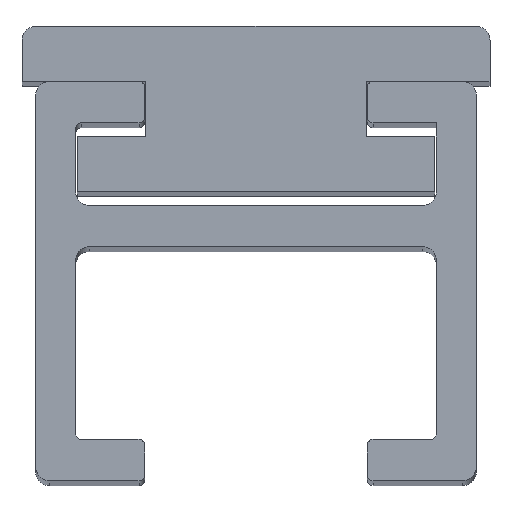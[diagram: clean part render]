
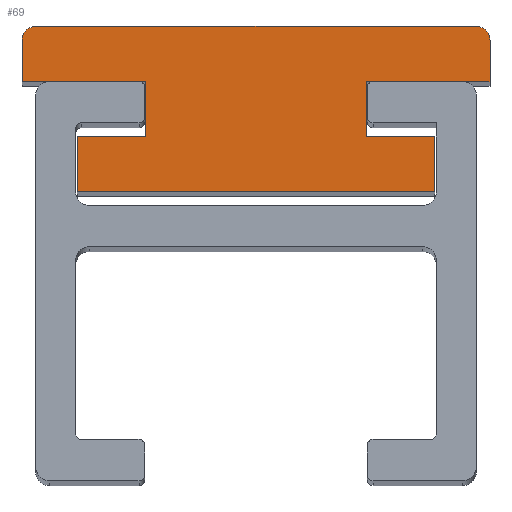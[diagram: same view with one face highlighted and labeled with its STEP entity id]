
A CAD part, top view. The second image highlights one B-rep face of the part: STEP entity #69.
In plain terms, the highlighted planar face has unit normal (0, 0, 1).
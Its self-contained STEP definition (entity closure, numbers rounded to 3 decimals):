
#1 = CARTESIAN_POINT ( 'NONE',  ( -6.5, 5.25, 50. ) ) ;
#69 = ADVANCED_FACE ( 'NONE', ( #410 ), #409, .T. ) ;
#71 = EDGE_CURVE ( 'NONE', #773, #772, #387, .T. ) ;
#74 = EDGE_CURVE ( 'NONE', #772, #777, #389, .T. ) ;
#77 = EDGE_CURVE ( 'NONE', #777, #779, #376, .T. ) ;
#82 = EDGE_CURVE ( 'NONE', #740, #770, #358, .T. ) ;
#85 = EDGE_CURVE ( 'NONE', #737, #740, #1656, .T. ) ;
#88 = EDGE_CURVE ( 'NONE', #761, #737, #319, .T. ) ;
#91 = EDGE_CURVE ( 'NONE', #763, #761, #1663, .T. ) ;
#94 = EDGE_CURVE ( 'NONE', #765, #763, #285, .T. ) ;
#97 = EDGE_CURVE ( 'NONE', #769, #765, #287, .T. ) ;
#100 = EDGE_CURVE ( 'NONE', #758, #769, #286, .T. ) ;
#105 = EDGE_CURVE ( 'NONE', #783, #758, #247, .T. ) ;
#127 = EDGE_CURVE ( 'NONE', #770, #773, #1569, .T. ) ;
#142 = EDGE_CURVE ( 'NONE', #779, #780, #1544, .T. ) ;
#144 = EDGE_CURVE ( 'NONE', #780, #783, #1535, .T. ) ;
#227 = DIRECTION ( 'NONE',  ( -1., 0., 0. ) ) ;
#228 = CARTESIAN_POINT ( 'NONE',  ( 6.5, 5.25, 50. ) ) ;
#247 = LINE ( 'NONE', #228, #1682 ) ;
#250 = DIRECTION ( 'NONE',  ( 0., 1., 0. ) ) ;
#252 = CARTESIAN_POINT ( 'NONE',  ( 4., 5.25, 50. ) ) ;
#264 = DIRECTION ( 'NONE',  ( 1., 0., 0. ) ) ;
#266 = CARTESIAN_POINT ( 'NONE',  ( 4., 7.25, 50. ) ) ;
#278 = DIRECTION ( 'NONE',  ( 0., 1., 0. ) ) ;
#285 = LINE ( 'NONE', #296, #1667 ) ;
#286 = LINE ( 'NONE', #252, #1675 ) ;
#287 = LINE ( 'NONE', #266, #1671 ) ;
#292 = DIRECTION ( 'NONE',  ( 1., 0., 0. ) ) ;
#293 = DIRECTION ( 'NONE',  ( 0., 0., 1. ) ) ;
#294 = CARTESIAN_POINT ( 'NONE',  ( 8., 8.75, 50. ) ) ;
#296 = CARTESIAN_POINT ( 'NONE',  ( 8.5, 7.25, 50. ) ) ;
#314 = DIRECTION ( 'NONE',  ( -1., 0., 0. ) ) ;
#319 = LINE ( 'NONE', #329, #1659 ) ;
#324 = DIRECTION ( 'NONE',  ( -1., 0., 0. ) ) ;
#326 = DIRECTION ( 'NONE',  ( 0., 0., 1. ) ) ;
#327 = CARTESIAN_POINT ( 'NONE',  ( -8., 8.75, 50. ) ) ;
#329 = CARTESIAN_POINT ( 'NONE',  ( -8., 9.25, 50. ) ) ;
#340 = DIRECTION ( 'NONE',  ( 0., -1., 0. ) ) ;
#341 = CARTESIAN_POINT ( 'NONE',  ( -8.5, 7.25, 50. ) ) ;
#358 = LINE ( 'NONE', #341, #1654 ) ;
#361 = DIRECTION ( 'NONE',  ( 0., -1., 0. ) ) ;
#365 = CARTESIAN_POINT ( 'NONE',  ( -6.5, 3.25, 50. ) ) ;
#373 = DIRECTION ( 'NONE',  ( -1., 0., 0. ) ) ;
#374 = CARTESIAN_POINT ( 'NONE',  ( -6.5, 5.25, 50. ) ) ;
#376 = LINE ( 'NONE', #365, #1650 ) ;
#385 = DIRECTION ( 'NONE',  ( 0., -1., 0. ) ) ;
#386 = CARTESIAN_POINT ( 'NONE',  ( -4., 5.25, 50. ) ) ;
#387 = LINE ( 'NONE', #386, #1598 ) ;
#389 = LINE ( 'NONE', #374, #1595 ) ;
#405 = DIRECTION ( 'NONE',  ( 1., 0., 0. ) ) ;
#406 = DIRECTION ( 'NONE',  ( 0., 0., 1. ) ) ;
#409 = PLANE ( 'NONE',  #1646 ) ;
#410 = FACE_OUTER_BOUND ( 'NONE', #893, .T. ) ;
#422 = CARTESIAN_POINT ( 'NONE',  ( 8., 8.75, 50. ) ) ;
#584 = ORIENTED_EDGE ( 'NONE', *, *, #105, .T. ) ;
#585 = ORIENTED_EDGE ( 'NONE', *, *, #100, .T. ) ;
#591 = ORIENTED_EDGE ( 'NONE', *, *, #97, .T. ) ;
#593 = ORIENTED_EDGE ( 'NONE', *, *, #94, .T. ) ;
#595 = ORIENTED_EDGE ( 'NONE', *, *, #91, .T. ) ;
#596 = ORIENTED_EDGE ( 'NONE', *, *, #88, .T. ) ;
#602 = ORIENTED_EDGE ( 'NONE', *, *, #85, .T. ) ;
#607 = ORIENTED_EDGE ( 'NONE', *, *, #127, .T. ) ;
#608 = ORIENTED_EDGE ( 'NONE', *, *, #71, .T. ) ;
#613 = ORIENTED_EDGE ( 'NONE', *, *, #82, .T. ) ;
#614 = ORIENTED_EDGE ( 'NONE', *, *, #74, .T. ) ;
#616 = ORIENTED_EDGE ( 'NONE', *, *, #77, .T. ) ;
#618 = ORIENTED_EDGE ( 'NONE', *, *, #142, .T. ) ;
#619 = ORIENTED_EDGE ( 'NONE', *, *, #144, .T. ) ;
#737 = VERTEX_POINT ( 'NONE', #1876 ) ;
#740 = VERTEX_POINT ( 'NONE', #1877 ) ;
#758 = VERTEX_POINT ( 'NONE', #1884 ) ;
#761 = VERTEX_POINT ( 'NONE', #1880 ) ;
#763 = VERTEX_POINT ( 'NONE', #1878 ) ;
#765 = VERTEX_POINT ( 'NONE', #1872 ) ;
#769 = VERTEX_POINT ( 'NONE', #1908 ) ;
#770 = VERTEX_POINT ( 'NONE', #1907 ) ;
#772 = VERTEX_POINT ( 'NONE', #1905 ) ;
#773 = VERTEX_POINT ( 'NONE', #1904 ) ;
#777 = VERTEX_POINT ( 'NONE', #1 ) ;
#779 = VERTEX_POINT ( 'NONE', #1073 ) ;
#780 = VERTEX_POINT ( 'NONE', #1074 ) ;
#783 = VERTEX_POINT ( 'NONE', #1077 ) ;
#893 = EDGE_LOOP ( 'NONE', ( #584, #585, #591, #593, #595, #596, #602, #613, #607, #608, #614, #616, #618, #619 ) ) ;
#1073 = CARTESIAN_POINT ( 'NONE',  ( -6.5, 3.25, 50. ) ) ;
#1074 = CARTESIAN_POINT ( 'NONE',  ( 6.5, 3.25, 50. ) ) ;
#1077 = CARTESIAN_POINT ( 'NONE',  ( 6.5, 5.25, 50. ) ) ;
#1532 = DIRECTION ( 'NONE',  ( 0., 1., 0. ) ) ;
#1533 = CARTESIAN_POINT ( 'NONE',  ( 6.5, 3.25, 50. ) ) ;
#1535 = LINE ( 'NONE', #1533, #1729 ) ;
#1541 = DIRECTION ( 'NONE',  ( 1., 0., 0. ) ) ;
#1542 = CARTESIAN_POINT ( 'NONE',  ( 6.5, 3.25, 50. ) ) ;
#1544 = LINE ( 'NONE', #1542, #1727 ) ;
#1565 = DIRECTION ( 'NONE',  ( 1., 0., 0. ) ) ;
#1566 = CARTESIAN_POINT ( 'NONE',  ( -4., 7.25, 50. ) ) ;
#1569 = LINE ( 'NONE', #1566, #1707 ) ;
#1595 = VECTOR ( 'NONE', #373, 1000. ) ;
#1598 = VECTOR ( 'NONE', #385, 1000. ) ;
#1646 = AXIS2_PLACEMENT_3D ( 'NONE', #422, #406, #405 ) ;
#1650 = VECTOR ( 'NONE', #361, 1000. ) ;
#1654 = VECTOR ( 'NONE', #340, 1000. ) ;
#1656 = CIRCLE ( 'NONE', #1661, 0.5 ) ;
#1659 = VECTOR ( 'NONE', #314, 1000. ) ;
#1661 = AXIS2_PLACEMENT_3D ( 'NONE', #327, #326, #324 ) ;
#1663 = CIRCLE ( 'NONE', #1669, 0.5 ) ;
#1667 = VECTOR ( 'NONE', #278, 1000. ) ;
#1669 = AXIS2_PLACEMENT_3D ( 'NONE', #294, #293, #292 ) ;
#1671 = VECTOR ( 'NONE', #264, 1000. ) ;
#1675 = VECTOR ( 'NONE', #250, 1000. ) ;
#1682 = VECTOR ( 'NONE', #227, 1000. ) ;
#1707 = VECTOR ( 'NONE', #1565, 1000. ) ;
#1727 = VECTOR ( 'NONE', #1541, 1000. ) ;
#1729 = VECTOR ( 'NONE', #1532, 1000. ) ;
#1872 = CARTESIAN_POINT ( 'NONE',  ( 8.5, 7.25, 50. ) ) ;
#1876 = CARTESIAN_POINT ( 'NONE',  ( -8., 9.25, 50. ) ) ;
#1877 = CARTESIAN_POINT ( 'NONE',  ( -8.5, 8.75, 50. ) ) ;
#1878 = CARTESIAN_POINT ( 'NONE',  ( 8.5, 8.75, 50. ) ) ;
#1880 = CARTESIAN_POINT ( 'NONE',  ( 8., 9.25, 50. ) ) ;
#1884 = CARTESIAN_POINT ( 'NONE',  ( 4., 5.25, 50. ) ) ;
#1904 = CARTESIAN_POINT ( 'NONE',  ( -4., 7.25, 50. ) ) ;
#1905 = CARTESIAN_POINT ( 'NONE',  ( -4., 5.25, 50. ) ) ;
#1907 = CARTESIAN_POINT ( 'NONE',  ( -8.5, 7.25, 50. ) ) ;
#1908 = CARTESIAN_POINT ( 'NONE',  ( 4., 7.25, 50. ) ) ;
